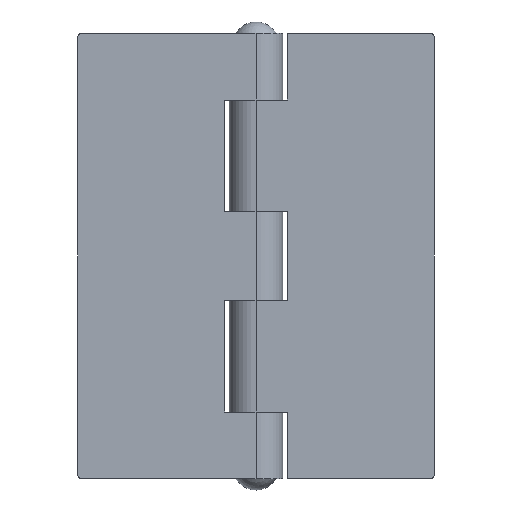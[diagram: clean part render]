
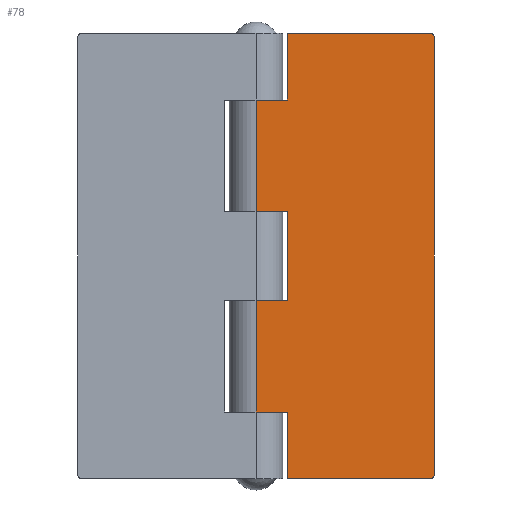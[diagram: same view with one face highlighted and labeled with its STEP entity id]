
A CAD part, front view. The second image highlights one B-rep face of the part: STEP entity #78.
In plain terms, the highlighted planar face has unit normal (0, -1, 0).
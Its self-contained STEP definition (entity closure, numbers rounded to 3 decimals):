
#55 = VERTEX_POINT ( 'NONE', #2100 ) ;
#57 = VERTEX_POINT ( 'NONE', #2095 ) ;
#62 = EDGE_CURVE ( 'NONE', #66, #57, #2088, .T. ) ;
#63 = ORIENTED_EDGE ( 'NONE', *, *, #62, .F. ) ;
#64 = EDGE_LOOP ( 'NONE', ( #63, #65, #85, #94, #69, #74, #79, #80, #99, #101, #93, #89, #87, #91 ) ) ;
#65 = ORIENTED_EDGE ( 'NONE', *, *, #88, .T. ) ;
#66 = VERTEX_POINT ( 'NONE', #2084 ) ;
#67 = VERTEX_POINT ( 'NONE', #2083 ) ;
#68 = EDGE_CURVE ( 'NONE', #67, #102, #2082, .T. ) ;
#69 = ORIENTED_EDGE ( 'NONE', *, *, #83, .T. ) ;
#74 = ORIENTED_EDGE ( 'NONE', *, *, #1629, .T. ) ;
#77 = EDGE_CURVE ( 'NONE', #1625, #67, #2136, .T. ) ;
#78 = ADVANCED_FACE ( 'NONE', ( #2132 ), #2131, .F. ) ;
#79 = ORIENTED_EDGE ( 'NONE', *, *, #77, .T. ) ;
#80 = ORIENTED_EDGE ( 'NONE', *, *, #68, .T. ) ;
#83 = EDGE_CURVE ( 'NONE', #96, #1624, #2117, .T. ) ;
#84 = VERTEX_POINT ( 'NONE', #2113 ) ;
#85 = ORIENTED_EDGE ( 'NONE', *, *, #1673, .F. ) ;
#86 = EDGE_CURVE ( 'NONE', #1671, #96, #2112, .T. ) ;
#87 = ORIENTED_EDGE ( 'NONE', *, *, #1681, .T. ) ;
#88 = EDGE_CURVE ( 'NONE', #66, #1668, #2108, .T. ) ;
#89 = ORIENTED_EDGE ( 'NONE', *, *, #92, .T. ) ;
#90 = EDGE_CURVE ( 'NONE', #55, #57, #2166, .T. ) ;
#91 = ORIENTED_EDGE ( 'NONE', *, *, #90, .T. ) ;
#92 = EDGE_CURVE ( 'NONE', #84, #1680, #2161, .T. ) ;
#93 = ORIENTED_EDGE ( 'NONE', *, *, #95, .T. ) ;
#94 = ORIENTED_EDGE ( 'NONE', *, *, #86, .T. ) ;
#95 = EDGE_CURVE ( 'NONE', #1734, #84, #2157, .T. ) ;
#96 = VERTEX_POINT ( 'NONE', #2153 ) ;
#99 = ORIENTED_EDGE ( 'NONE', *, *, #105, .T. ) ;
#101 = ORIENTED_EDGE ( 'NONE', *, *, #1797, .T. ) ;
#102 = VERTEX_POINT ( 'NONE', #2147 ) ;
#105 = EDGE_CURVE ( 'NONE', #102, #1738, #2146, .T. ) ;
#313 = DIRECTION ( 'NONE',  ( 0., 0., -1. ) ) ;
#314 = VECTOR ( 'NONE', #313, 1000. ) ;
#315 = CARTESIAN_POINT ( 'NONE',  ( 0., -6., 50. ) ) ;
#316 = LINE ( 'NONE', #315, #314 ) ;
#327 = CARTESIAN_POINT ( 'NONE',  ( 0., -6., 10. ) ) ;
#328 = CARTESIAN_POINT ( 'NONE',  ( 0., -6., 35. ) ) ;
#374 = DIRECTION ( 'NONE',  ( 1., 0., 0. ) ) ;
#375 = VECTOR ( 'NONE', #374, 1000. ) ;
#376 = CARTESIAN_POINT ( 'NONE',  ( 0., -6., 50. ) ) ;
#377 = LINE ( 'NONE', #376, #375 ) ;
#378 = CARTESIAN_POINT ( 'NONE',  ( 7., -6., 50. ) ) ;
#380 = CARTESIAN_POINT ( 'NONE',  ( 39., -6., 50. ) ) ;
#420 = DIRECTION ( 'NONE',  ( 1., 0., 0. ) ) ;
#421 = VECTOR ( 'NONE', #420, 1000. ) ;
#422 = CARTESIAN_POINT ( 'NONE',  ( 0., -6., -50. ) ) ;
#423 = LINE ( 'NONE', #422, #421 ) ;
#424 = CARTESIAN_POINT ( 'NONE',  ( 7., -6., -50. ) ) ;
#461 = CARTESIAN_POINT ( 'NONE',  ( 0., -6., -10. ) ) ;
#472 = CARTESIAN_POINT ( 'NONE',  ( 0., -6., -35. ) ) ;
#601 = DIRECTION ( 'NONE',  ( 0., 0., -1. ) ) ;
#602 = VECTOR ( 'NONE', #601, 1000. ) ;
#603 = CARTESIAN_POINT ( 'NONE',  ( 0., -6., 50. ) ) ;
#604 = LINE ( 'NONE', #603, #602 ) ;
#1624 = VERTEX_POINT ( 'NONE', #328 ) ;
#1625 = VERTEX_POINT ( 'NONE', #327 ) ;
#1629 = EDGE_CURVE ( 'NONE', #1624, #1625, #316, .T. ) ;
#1668 = VERTEX_POINT ( 'NONE', #380 ) ;
#1671 = VERTEX_POINT ( 'NONE', #378 ) ;
#1673 = EDGE_CURVE ( 'NONE', #1671, #1668, #377, .T. ) ;
#1680 = VERTEX_POINT ( 'NONE', #424 ) ;
#1681 = EDGE_CURVE ( 'NONE', #1680, #55, #423, .T. ) ;
#1734 = VERTEX_POINT ( 'NONE', #472 ) ;
#1738 = VERTEX_POINT ( 'NONE', #461 ) ;
#1797 = EDGE_CURVE ( 'NONE', #1738, #1734, #604, .T. ) ;
#2079 = DIRECTION ( 'NONE',  ( 0., 0., -1. ) ) ;
#2080 = VECTOR ( 'NONE', #2079, 1000. ) ;
#2081 = CARTESIAN_POINT ( 'NONE',  ( 7., -6., 50. ) ) ;
#2082 = LINE ( 'NONE', #2081, #2080 ) ;
#2083 = CARTESIAN_POINT ( 'NONE',  ( 7., -6., 10. ) ) ;
#2084 = CARTESIAN_POINT ( 'NONE',  ( 40., -6., 49. ) ) ;
#2085 = DIRECTION ( 'NONE',  ( 0., 0., -1. ) ) ;
#2086 = VECTOR ( 'NONE', #2085, 1000. ) ;
#2087 = CARTESIAN_POINT ( 'NONE',  ( 40., -6., 50. ) ) ;
#2088 = LINE ( 'NONE', #2087, #2086 ) ;
#2095 = CARTESIAN_POINT ( 'NONE',  ( 40., -6., -49. ) ) ;
#2100 = CARTESIAN_POINT ( 'NONE',  ( 39., -6., -50. ) ) ;
#2105 = DIRECTION ( 'NONE',  ( 0., -1., 0. ) ) ;
#2106 = CARTESIAN_POINT ( 'NONE',  ( 39., -6., 49. ) ) ;
#2107 = AXIS2_PLACEMENT_3D ( 'NONE', #2106, #2105, #2167 ) ;
#2108 = CIRCLE ( 'NONE', #2107, 1. ) ;
#2109 = DIRECTION ( 'NONE',  ( 0., 0., -1. ) ) ;
#2110 = VECTOR ( 'NONE', #2109, 1000. ) ;
#2111 = CARTESIAN_POINT ( 'NONE',  ( 7., -6., 50. ) ) ;
#2112 = LINE ( 'NONE', #2111, #2110 ) ;
#2113 = CARTESIAN_POINT ( 'NONE',  ( 7., -6., -35. ) ) ;
#2114 = DIRECTION ( 'NONE',  ( -1., 0., 0. ) ) ;
#2115 = VECTOR ( 'NONE', #2114, 1000. ) ;
#2116 = CARTESIAN_POINT ( 'NONE',  ( 0., -6., 35. ) ) ;
#2117 = LINE ( 'NONE', #2116, #2115 ) ;
#2127 = DIRECTION ( 'NONE',  ( -1., 0., 0. ) ) ;
#2128 = DIRECTION ( 'NONE',  ( 0., 1., 0. ) ) ;
#2129 = CARTESIAN_POINT ( 'NONE',  ( 0., -6., 50. ) ) ;
#2130 = AXIS2_PLACEMENT_3D ( 'NONE', #2129, #2128, #2127 ) ;
#2131 = PLANE ( 'NONE',  #2130 ) ;
#2132 = FACE_OUTER_BOUND ( 'NONE', #64, .T. ) ;
#2133 = DIRECTION ( 'NONE',  ( 1., 0., 0. ) ) ;
#2134 = VECTOR ( 'NONE', #2133, 1000. ) ;
#2135 = CARTESIAN_POINT ( 'NONE',  ( 0., -6., 10. ) ) ;
#2136 = LINE ( 'NONE', #2135, #2134 ) ;
#2143 = DIRECTION ( 'NONE',  ( -1., 0., 0. ) ) ;
#2144 = VECTOR ( 'NONE', #2143, 1000. ) ;
#2145 = CARTESIAN_POINT ( 'NONE',  ( 0., -6., -10. ) ) ;
#2146 = LINE ( 'NONE', #2145, #2144 ) ;
#2147 = CARTESIAN_POINT ( 'NONE',  ( 7., -6., -10. ) ) ;
#2153 = CARTESIAN_POINT ( 'NONE',  ( 7., -6., 35. ) ) ;
#2154 = DIRECTION ( 'NONE',  ( 1., 0., 0. ) ) ;
#2155 = VECTOR ( 'NONE', #2154, 1000. ) ;
#2156 = CARTESIAN_POINT ( 'NONE',  ( 0., -6., -35. ) ) ;
#2157 = LINE ( 'NONE', #2156, #2155 ) ;
#2158 = DIRECTION ( 'NONE',  ( 0., 0., -1. ) ) ;
#2159 = VECTOR ( 'NONE', #2158, 1000. ) ;
#2160 = CARTESIAN_POINT ( 'NONE',  ( 7., -6., 50. ) ) ;
#2161 = LINE ( 'NONE', #2160, #2159 ) ;
#2162 = DIRECTION ( 'NONE',  ( -1., 0., 0. ) ) ;
#2163 = DIRECTION ( 'NONE',  ( 0., -1., 0. ) ) ;
#2164 = CARTESIAN_POINT ( 'NONE',  ( 39., -6., -49. ) ) ;
#2165 = AXIS2_PLACEMENT_3D ( 'NONE', #2164, #2163, #2162 ) ;
#2166 = CIRCLE ( 'NONE', #2165, 1. ) ;
#2167 = DIRECTION ( 'NONE',  ( -1., 0., 0. ) ) ;
